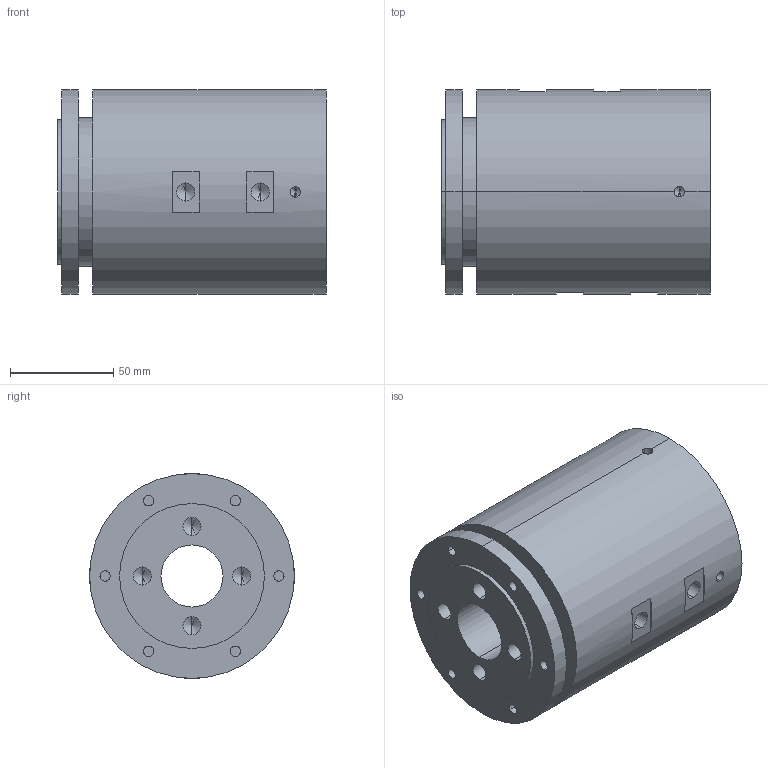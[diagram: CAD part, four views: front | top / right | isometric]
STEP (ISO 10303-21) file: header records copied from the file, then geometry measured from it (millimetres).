
FILE_DESCRIPTION (( 'STEP AP203' ), '1' );
FILE_NAME ('GJ4030-02.STEP', '2020-07-25T07:06:28', ( 'gongcheng1' ), ( '' ), 'SwSTEP 2.0', 'SolidWorks 2014', '' );
FILE_SCHEMA (( 'CONFIG_CONTROL_DESIGN' ));
Length unit declared in the file: millimetre
Products named in the file (1): GJ4030-02
Bounding box: 130 x 99 x 99 mm (x, y, z)
Volume: 846350.4 mm3; surface area: 83341.8 mm2
Topology: 1 solids, 1 shells, 128 faces, 314 edges, 176 vertices
Faces by surface type: cylinder 68, cone 40, plane 20
Entity records: 3827 total; most frequent: CARTESIAN_POINT 831, DIRECTION 656, ORIENTED_EDGE 548, EDGE_CURVE 274, AXIS2_PLACEMENT_3D 265, VERTEX_POINT 176, EDGE_LOOP 170, CIRCLE 136
